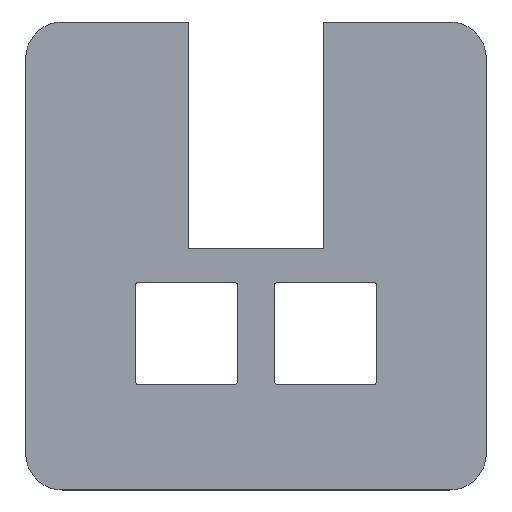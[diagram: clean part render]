
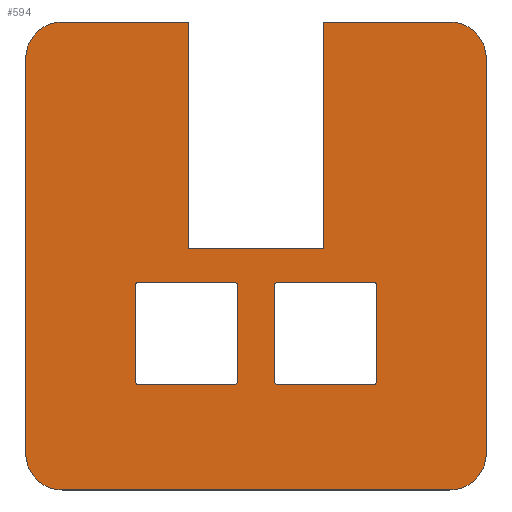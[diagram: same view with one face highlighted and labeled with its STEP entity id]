
A CAD part, top view. The second image highlights one B-rep face of the part: STEP entity #594.
In plain terms, the highlighted planar face has unit normal (0, 0, 1).
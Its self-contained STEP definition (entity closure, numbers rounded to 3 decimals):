
#17=FACE_BOUND('',#99,.T.);
#18=FACE_BOUND('',#100,.T.);
#36=PLANE('',#662);
#66=FACE_OUTER_BOUND('',#98,.T.);
#98=EDGE_LOOP('',(#525,#526,#527,#528,#529,#530,#531,#532,#533,#534,#535,
#536));
#99=EDGE_LOOP('',(#537,#538,#539,#540,#541,#542,#543,#544));
#100=EDGE_LOOP('',(#545,#546,#547,#548,#549,#550,#551,#552));
#105=LINE('',#848,#165);
#124=LINE('',#910,#184);
#127=LINE('',#918,#187);
#130=LINE('',#927,#190);
#133=LINE('',#935,#193);
#136=LINE('',#943,#196);
#139=LINE('',#951,#199);
#142=LINE('',#959,#202);
#145=LINE('',#967,#205);
#148=LINE('',#975,#208);
#151=LINE('',#983,#211);
#153=LINE('',#988,#213);
#154=LINE('',#991,#214);
#156=LINE('',#995,#216);
#158=LINE('',#999,#218);
#160=LINE('',#1002,#220);
#165=VECTOR('',#677,10.);
#184=VECTOR('',#726,10.);
#187=VECTOR('',#735,10.);
#190=VECTOR('',#744,10.);
#193=VECTOR('',#753,10.);
#196=VECTOR('',#762,10.);
#199=VECTOR('',#771,10.);
#202=VECTOR('',#780,10.);
#205=VECTOR('',#789,10.);
#208=VECTOR('',#798,10.);
#211=VECTOR('',#807,10.);
#213=VECTOR('',#815,10.);
#214=VECTOR('',#818,10.);
#216=VECTOR('',#822,10.);
#218=VECTOR('',#826,10.);
#220=VECTOR('',#830,10.);
#221=CIRCLE('',#610,5.);
#234=CIRCLE('',#626,5.);
#235=CIRCLE('',#629,5.);
#236=CIRCLE('',#632,5.);
#237=CIRCLE('',#635,0.5);
#238=CIRCLE('',#638,0.5);
#239=CIRCLE('',#641,0.5);
#240=CIRCLE('',#644,0.5);
#241=CIRCLE('',#647,0.5);
#242=CIRCLE('',#650,0.5);
#243=CIRCLE('',#653,0.5);
#244=CIRCLE('',#656,0.5);
#245=VERTEX_POINT('',#835);
#246=VERTEX_POINT('',#836);
#250=VERTEX_POINT('',#846);
#276=VERTEX_POINT('',#902);
#277=VERTEX_POINT('',#903);
#278=VERTEX_POINT('',#908);
#279=VERTEX_POINT('',#912);
#280=VERTEX_POINT('',#916);
#281=VERTEX_POINT('',#920);
#282=VERTEX_POINT('',#924);
#283=VERTEX_POINT('',#926);
#284=VERTEX_POINT('',#930);
#285=VERTEX_POINT('',#934);
#286=VERTEX_POINT('',#938);
#287=VERTEX_POINT('',#942);
#288=VERTEX_POINT('',#946);
#289=VERTEX_POINT('',#950);
#290=VERTEX_POINT('',#956);
#291=VERTEX_POINT('',#958);
#292=VERTEX_POINT('',#962);
#293=VERTEX_POINT('',#966);
#294=VERTEX_POINT('',#970);
#295=VERTEX_POINT('',#974);
#296=VERTEX_POINT('',#978);
#297=VERTEX_POINT('',#982);
#298=VERTEX_POINT('',#990);
#299=VERTEX_POINT('',#994);
#300=VERTEX_POINT('',#998);
#301=EDGE_CURVE('',#245,#246,#221,.T.);
#307=EDGE_CURVE('',#245,#250,#105,.T.);
#334=EDGE_CURVE('',#276,#277,#234,.T.);
#338=EDGE_CURVE('',#276,#278,#124,.T.);
#339=EDGE_CURVE('',#279,#278,#235,.T.);
#342=EDGE_CURVE('',#279,#280,#127,.T.);
#343=EDGE_CURVE('',#281,#280,#236,.T.);
#346=EDGE_CURVE('',#283,#282,#130,.T.);
#348=EDGE_CURVE('',#284,#283,#237,.T.);
#350=EDGE_CURVE('',#285,#284,#133,.T.);
#352=EDGE_CURVE('',#286,#285,#238,.T.);
#354=EDGE_CURVE('',#287,#286,#136,.T.);
#356=EDGE_CURVE('',#288,#287,#239,.T.);
#358=EDGE_CURVE('',#289,#288,#139,.T.);
#360=EDGE_CURVE('',#282,#289,#240,.T.);
#362=EDGE_CURVE('',#291,#290,#142,.T.);
#364=EDGE_CURVE('',#292,#291,#241,.T.);
#366=EDGE_CURVE('',#293,#292,#145,.T.);
#368=EDGE_CURVE('',#294,#293,#242,.T.);
#370=EDGE_CURVE('',#295,#294,#148,.T.);
#372=EDGE_CURVE('',#296,#295,#243,.T.);
#374=EDGE_CURVE('',#297,#296,#151,.T.);
#376=EDGE_CURVE('',#290,#297,#244,.T.);
#377=EDGE_CURVE('',#281,#246,#153,.T.);
#378=EDGE_CURVE('',#298,#277,#154,.T.);
#380=EDGE_CURVE('',#299,#298,#156,.T.);
#382=EDGE_CURVE('',#300,#299,#158,.T.);
#384=EDGE_CURVE('',#250,#300,#160,.T.);
#525=ORIENTED_EDGE('',*,*,#301,.F.);
#526=ORIENTED_EDGE('',*,*,#307,.T.);
#527=ORIENTED_EDGE('',*,*,#384,.T.);
#528=ORIENTED_EDGE('',*,*,#382,.T.);
#529=ORIENTED_EDGE('',*,*,#380,.T.);
#530=ORIENTED_EDGE('',*,*,#378,.T.);
#531=ORIENTED_EDGE('',*,*,#334,.F.);
#532=ORIENTED_EDGE('',*,*,#338,.T.);
#533=ORIENTED_EDGE('',*,*,#339,.F.);
#534=ORIENTED_EDGE('',*,*,#342,.T.);
#535=ORIENTED_EDGE('',*,*,#343,.F.);
#536=ORIENTED_EDGE('',*,*,#377,.T.);
#537=ORIENTED_EDGE('',*,*,#376,.T.);
#538=ORIENTED_EDGE('',*,*,#374,.T.);
#539=ORIENTED_EDGE('',*,*,#372,.T.);
#540=ORIENTED_EDGE('',*,*,#370,.T.);
#541=ORIENTED_EDGE('',*,*,#368,.T.);
#542=ORIENTED_EDGE('',*,*,#366,.T.);
#543=ORIENTED_EDGE('',*,*,#364,.T.);
#544=ORIENTED_EDGE('',*,*,#362,.T.);
#545=ORIENTED_EDGE('',*,*,#360,.T.);
#546=ORIENTED_EDGE('',*,*,#358,.T.);
#547=ORIENTED_EDGE('',*,*,#356,.T.);
#548=ORIENTED_EDGE('',*,*,#354,.T.);
#549=ORIENTED_EDGE('',*,*,#352,.T.);
#550=ORIENTED_EDGE('',*,*,#350,.T.);
#551=ORIENTED_EDGE('',*,*,#348,.T.);
#552=ORIENTED_EDGE('',*,*,#346,.T.);
#594=ADVANCED_FACE('',(#66,#17,#18),#36,.T.);
#610=AXIS2_PLACEMENT_3D('',#837,#667,#668);
#626=AXIS2_PLACEMENT_3D('',#904,#719,#720);
#629=AXIS2_PLACEMENT_3D('',#913,#729,#730);
#632=AXIS2_PLACEMENT_3D('',#921,#738,#739);
#635=AXIS2_PLACEMENT_3D('',#931,#748,#749);
#638=AXIS2_PLACEMENT_3D('',#939,#757,#758);
#641=AXIS2_PLACEMENT_3D('',#947,#766,#767);
#644=AXIS2_PLACEMENT_3D('',#954,#775,#776);
#647=AXIS2_PLACEMENT_3D('',#963,#784,#785);
#650=AXIS2_PLACEMENT_3D('',#971,#793,#794);
#653=AXIS2_PLACEMENT_3D('',#979,#802,#803);
#656=AXIS2_PLACEMENT_3D('',#986,#811,#812);
#662=AXIS2_PLACEMENT_3D('',#1003,#831,#832);
#667=DIRECTION('center_axis',(0.,0.,-1.));
#668=DIRECTION('ref_axis',(0.707,0.707,0.));
#677=DIRECTION('',(-1.,0.,0.));
#719=DIRECTION('center_axis',(0.,0.,-1.));
#720=DIRECTION('ref_axis',(-0.707,0.707,0.));
#726=DIRECTION('',(0.,-1.,0.));
#729=DIRECTION('center_axis',(0.,0.,-1.));
#730=DIRECTION('ref_axis',(-0.707,-0.707,0.));
#735=DIRECTION('',(1.,0.,0.));
#738=DIRECTION('center_axis',(0.,0.,-1.));
#739=DIRECTION('ref_axis',(0.707,-0.707,0.));
#744=DIRECTION('',(0.,1.,0.));
#748=DIRECTION('center_axis',(0.,0.,-1.));
#749=DIRECTION('ref_axis',(-1.,0.,0.));
#753=DIRECTION('',(-1.,0.,0.));
#757=DIRECTION('center_axis',(0.,0.,-1.));
#758=DIRECTION('ref_axis',(0.,-1.,0.));
#762=DIRECTION('',(0.,-1.,0.));
#766=DIRECTION('center_axis',(0.,0.,-1.));
#767=DIRECTION('ref_axis',(1.,0.,0.));
#771=DIRECTION('',(1.,0.,0.));
#775=DIRECTION('center_axis',(0.,0.,-1.));
#776=DIRECTION('ref_axis',(0.,1.,0.));
#780=DIRECTION('',(0.,1.,0.));
#784=DIRECTION('center_axis',(0.,0.,-1.));
#785=DIRECTION('ref_axis',(-1.,0.,0.));
#789=DIRECTION('',(-1.,0.,0.));
#793=DIRECTION('center_axis',(0.,0.,-1.));
#794=DIRECTION('ref_axis',(0.,-1.,0.));
#798=DIRECTION('',(0.,-1.,0.));
#802=DIRECTION('center_axis',(0.,0.,-1.));
#803=DIRECTION('ref_axis',(1.,0.,0.));
#807=DIRECTION('',(1.,0.,0.));
#811=DIRECTION('center_axis',(0.,0.,-1.));
#812=DIRECTION('ref_axis',(0.,1.,0.));
#815=DIRECTION('',(0.,1.,0.));
#818=DIRECTION('',(-1.,0.,0.));
#822=DIRECTION('',(0.,1.,0.));
#826=DIRECTION('',(-1.,0.,0.));
#830=DIRECTION('',(0.,-1.,0.));
#831=DIRECTION('center_axis',(0.,0.,1.));
#832=DIRECTION('ref_axis',(1.,0.,0.));
#835=CARTESIAN_POINT('',(45.55,33.054,1.5));
#836=CARTESIAN_POINT('',(50.55,28.054,1.5));
#837=CARTESIAN_POINT('Origin',(45.55,28.054,1.5));
#846=CARTESIAN_POINT('',(28.3,33.054,1.5));
#848=CARTESIAN_POINT('',(-12.45,33.054,1.5));
#902=CARTESIAN_POINT('',(-12.45,28.054,1.5));
#903=CARTESIAN_POINT('',(-7.45,33.054,1.5));
#904=CARTESIAN_POINT('Origin',(-7.45,28.054,1.5));
#908=CARTESIAN_POINT('',(-12.45,-25.946,1.5));
#910=CARTESIAN_POINT('',(-12.45,-30.946,1.5));
#912=CARTESIAN_POINT('',(-7.45,-30.946,1.5));
#913=CARTESIAN_POINT('Origin',(-7.45,-25.946,1.5));
#916=CARTESIAN_POINT('',(45.55,-30.946,1.5));
#918=CARTESIAN_POINT('',(50.55,-30.946,1.5));
#920=CARTESIAN_POINT('',(50.55,-25.946,1.5));
#921=CARTESIAN_POINT('Origin',(45.55,-25.946,1.5));
#924=CARTESIAN_POINT('',(21.575,-3.025,1.5));
#926=CARTESIAN_POINT('',(21.575,-16.025,1.5));
#927=CARTESIAN_POINT('',(21.575,-3.025,1.5));
#930=CARTESIAN_POINT('',(22.075,-16.525,1.5));
#931=CARTESIAN_POINT('Origin',(22.075,-16.025,1.5));
#934=CARTESIAN_POINT('',(35.075,-16.525,1.5));
#935=CARTESIAN_POINT('',(22.075,-16.525,1.5));
#938=CARTESIAN_POINT('',(35.575,-16.025,1.5));
#939=CARTESIAN_POINT('Origin',(35.075,-16.025,1.5));
#942=CARTESIAN_POINT('',(35.575,-3.025,1.5));
#943=CARTESIAN_POINT('',(35.575,-3.025,1.5));
#946=CARTESIAN_POINT('',(35.075,-2.525,1.5));
#947=CARTESIAN_POINT('Origin',(35.075,-3.025,1.5));
#950=CARTESIAN_POINT('',(22.075,-2.525,1.5));
#951=CARTESIAN_POINT('',(22.075,-2.525,1.5));
#954=CARTESIAN_POINT('Origin',(22.075,-3.025,1.5));
#956=CARTESIAN_POINT('',(2.525,-3.025,1.5));
#958=CARTESIAN_POINT('',(2.525,-16.025,1.5));
#959=CARTESIAN_POINT('',(2.525,-3.025,1.5));
#962=CARTESIAN_POINT('',(3.025,-16.525,1.5));
#963=CARTESIAN_POINT('Origin',(3.025,-16.025,1.5));
#966=CARTESIAN_POINT('',(16.025,-16.525,1.5));
#967=CARTESIAN_POINT('',(3.025,-16.525,1.5));
#970=CARTESIAN_POINT('',(16.525,-16.025,1.5));
#971=CARTESIAN_POINT('Origin',(16.025,-16.025,1.5));
#974=CARTESIAN_POINT('',(16.525,-3.025,1.5));
#975=CARTESIAN_POINT('',(16.525,-3.025,1.5));
#978=CARTESIAN_POINT('',(16.025,-2.525,1.5));
#979=CARTESIAN_POINT('Origin',(16.025,-3.025,1.5));
#982=CARTESIAN_POINT('',(3.025,-2.525,1.5));
#983=CARTESIAN_POINT('',(3.025,-2.525,1.5));
#986=CARTESIAN_POINT('Origin',(3.025,-3.025,1.5));
#988=CARTESIAN_POINT('',(50.55,33.054,1.5));
#990=CARTESIAN_POINT('',(9.8,33.054,1.5));
#991=CARTESIAN_POINT('',(-12.45,33.054,1.5));
#994=CARTESIAN_POINT('',(9.8,2.054,1.5));
#995=CARTESIAN_POINT('',(9.8,2.054,1.5));
#998=CARTESIAN_POINT('',(28.3,2.054,1.5));
#999=CARTESIAN_POINT('',(28.3,2.054,1.5));
#1002=CARTESIAN_POINT('',(28.3,33.054,1.5));
#1003=CARTESIAN_POINT('Origin',(19.05,1.054,1.5));
